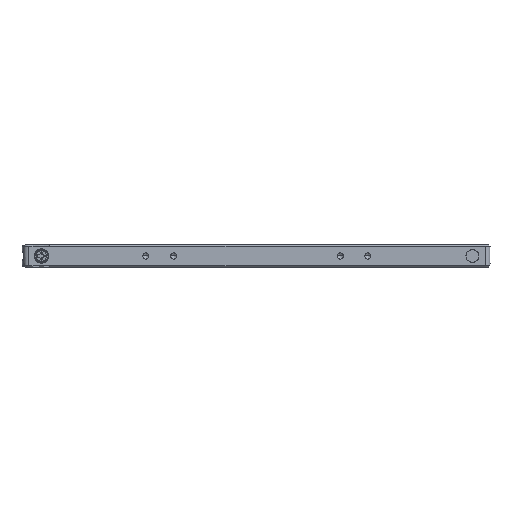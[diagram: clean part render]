
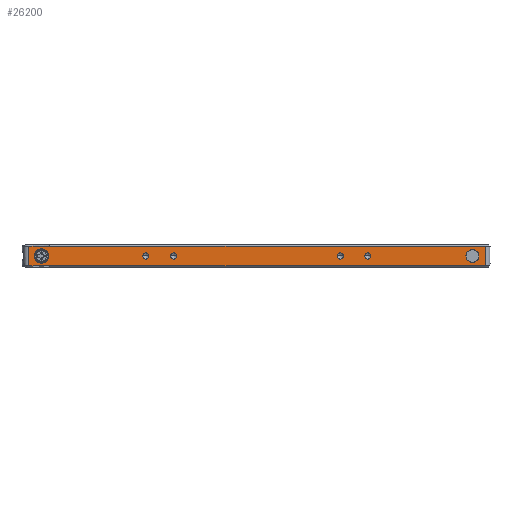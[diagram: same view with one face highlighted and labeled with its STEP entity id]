
A CAD part, left-side view. The second image highlights one B-rep face of the part: STEP entity #26200.
In plain terms, the highlighted planar face has unit normal (-1, 0, 0).
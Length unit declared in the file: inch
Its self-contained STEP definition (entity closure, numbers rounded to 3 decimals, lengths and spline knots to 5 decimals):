
#6614=DIRECTION('',(0.,-1.,0.));
#6615=VECTOR('',#6614,0.09843);
#6616=CARTESIAN_POINT('',(-3.14961,4.8622,
0.20669));
#6617=LINE('',#6616,#6615);
#6618=DIRECTION('',(0.,1.,0.));
#6619=VECTOR('',#6618,0.35433);
#6620=CARTESIAN_POINT('',(-3.14961,4.40945,
0.20669));
#6621=LINE('',#6620,#6619);
#6622=DIRECTION('',(0.,-1.,0.));
#6623=VECTOR('',#6622,9.27165);
#6624=CARTESIAN_POINT('',(-3.14961,4.40945,
0.20669));
#6625=LINE('',#6624,#6623);
#6626=DIRECTION('',(0.,0.,-1.));
#6627=VECTOR('',#6626,0.41338);
#6628=CARTESIAN_POINT('',(-3.14961,-4.8622,
0.20669));
#6629=LINE('',#6628,#6627);
#6630=DIRECTION('',(0.,1.,0.));
#6631=VECTOR('',#6630,9.27165);
#6632=CARTESIAN_POINT('',(-3.14961,-4.8622,
-0.20669));
#6633=LINE('',#6632,#6631);
#6634=DIRECTION('',(0.,1.,0.));
#6635=VECTOR('',#6634,0.35433);
#6636=CARTESIAN_POINT('',(-3.14961,4.40945,
-0.20669));
#6637=LINE('',#6636,#6635);
#6638=DIRECTION('',(0.,1.,0.));
#6639=VECTOR('',#6638,0.09843);
#6640=CARTESIAN_POINT('',(-3.14961,4.76378,
-0.20669));
#6641=LINE('',#6640,#6639);
#6642=DIRECTION('',(0.,0.,-1.));
#6643=VECTOR('',#6642,0.41338);
#6644=CARTESIAN_POINT('',(-3.14961,4.8622,
0.20669));
#6645=LINE('',#6644,#6643);
#6646=CARTESIAN_POINT('',(-3.14961,-4.58661,0.));
#6647=DIRECTION('',(1.,0.,0.));
#6648=DIRECTION('',(0.,1.,0.));
#6649=AXIS2_PLACEMENT_3D('',#6646,#6647,#6648);
#6651=CARTESIAN_POINT('',(-3.14961,-4.58661,0.));
#6652=DIRECTION('',(1.,0.,0.));
#6653=DIRECTION('',(0.,-1.,0.));
#6654=AXIS2_PLACEMENT_3D('',#6651,#6652,#6653);
#6656=CARTESIAN_POINT('',(-3.14961,2.3622,0.));
#6657=DIRECTION('',(-1.,0.,0.));
#6658=DIRECTION('',(0.,1.,0.));
#6659=AXIS2_PLACEMENT_3D('',#6656,#6657,#6658);
#6661=CARTESIAN_POINT('',(-3.14961,2.3622,0.));
#6662=DIRECTION('',(-1.,0.,0.));
#6663=DIRECTION('',(0.,-1.,0.));
#6664=AXIS2_PLACEMENT_3D('',#6661,#6662,#6663);
#6666=CARTESIAN_POINT('',(-3.14961,1.77165,0.));
#6667=DIRECTION('',(-1.,0.,0.));
#6668=DIRECTION('',(0.,1.,0.));
#6669=AXIS2_PLACEMENT_3D('',#6666,#6667,#6668);
#6671=CARTESIAN_POINT('',(-3.14961,1.77165,0.));
#6672=DIRECTION('',(-1.,0.,0.));
#6673=DIRECTION('',(0.,-1.,0.));
#6674=AXIS2_PLACEMENT_3D('',#6671,#6672,#6673);
#6676=CARTESIAN_POINT('',(-3.14961,-1.77165,0.));
#6677=DIRECTION('',(-1.,0.,0.));
#6678=DIRECTION('',(0.,1.,0.));
#6679=AXIS2_PLACEMENT_3D('',#6676,#6677,#6678);
#6681=CARTESIAN_POINT('',(-3.14961,-1.77165,0.));
#6682=DIRECTION('',(-1.,0.,0.));
#6683=DIRECTION('',(0.,-1.,0.));
#6684=AXIS2_PLACEMENT_3D('',#6681,#6682,#6683);
#6686=CARTESIAN_POINT('',(-3.14961,-2.3622,0.));
#6687=DIRECTION('',(-1.,0.,0.));
#6688=DIRECTION('',(0.,1.,0.));
#6689=AXIS2_PLACEMENT_3D('',#6686,#6687,#6688);
#6691=CARTESIAN_POINT('',(-3.14961,-2.3622,0.));
#6692=DIRECTION('',(-1.,0.,0.));
#6693=DIRECTION('',(0.,-1.,0.));
#6694=AXIS2_PLACEMENT_3D('',#6691,#6692,#6693);
#6696=CARTESIAN_POINT('',(-3.14961,4.58661,0.));
#6697=DIRECTION('',(-1.,0.,0.));
#6698=DIRECTION('',(0.,0.,1.));
#6699=AXIS2_PLACEMENT_3D('',#6696,#6697,#6698);
#6701=CARTESIAN_POINT('',(-3.14961,4.58661,0.));
#6702=DIRECTION('',(-1.,0.,0.));
#6703=DIRECTION('',(0.,0.,-1.));
#6704=AXIS2_PLACEMENT_3D('',#6701,#6702,#6703);
#6731=CARTESIAN_POINT('',(-3.14961,-4.8622,
0.20669));
#6882=CARTESIAN_POINT('',(-3.14961,4.8622,
-0.20669));
#16656=CARTESIAN_POINT('',(-3.14961,-4.44882,0.));
#16657=CARTESIAN_POINT('',(-3.14961,-4.72441,0.));
#16658=VERTEX_POINT('',#16656);
#16659=VERTEX_POINT('',#16657);
#16747=CARTESIAN_POINT('',(-3.14961,4.76378,
0.20669));
#16749=VERTEX_POINT('',#16747);
#16750=CARTESIAN_POINT('',(-3.14961,4.8622,
0.20669));
#16751=VERTEX_POINT('',#16750);
#16769=VERTEX_POINT('',#6731);
#16770=CARTESIAN_POINT('',(-3.14961,4.40945,
0.20669));
#16772=VERTEX_POINT('',#16770);
#16775=CARTESIAN_POINT('',(-3.14961,4.40945,
-0.20669));
#16777=VERTEX_POINT('',#16775);
#16778=CARTESIAN_POINT('',(-3.14961,-4.8622,
-0.20669));
#16779=VERTEX_POINT('',#16778);
#16797=VERTEX_POINT('',#6882);
#16798=CARTESIAN_POINT('',(-3.14961,4.76378,
-0.20669));
#16800=VERTEX_POINT('',#16798);
#16892=CARTESIAN_POINT('',(-3.14961,2.42717,0.));
#16893=CARTESIAN_POINT('',(-3.14961,2.29724,0.));
#16894=VERTEX_POINT('',#16892);
#16895=VERTEX_POINT('',#16893);
#16902=CARTESIAN_POINT('',(-3.14961,1.83661,0.));
#16903=CARTESIAN_POINT('',(-3.14961,1.70669,0.));
#16904=VERTEX_POINT('',#16902);
#16905=VERTEX_POINT('',#16903);
#16912=CARTESIAN_POINT('',(-3.14961,-1.70669,0.));
#16913=CARTESIAN_POINT('',(-3.14961,-1.83661,0.));
#16914=VERTEX_POINT('',#16912);
#16915=VERTEX_POINT('',#16913);
#16922=CARTESIAN_POINT('',(-3.14961,-2.29724,0.));
#16923=CARTESIAN_POINT('',(-3.14961,-2.42717,0.));
#16924=VERTEX_POINT('',#16922);
#16925=VERTEX_POINT('',#16923);
#19583=CARTESIAN_POINT('',(-3.14961,4.58661,0.128));
#19584=CARTESIAN_POINT('',(-3.14961,4.58661,-0.128));
#19585=VERTEX_POINT('',#19583);
#19586=VERTEX_POINT('',#19584);
#26145=CARTESIAN_POINT('',(-3.14961,4.96063,
-0.23622));
#26146=DIRECTION('',(-1.,0.,0.));
#26147=DIRECTION('',(0.,-1.,0.));
#26148=AXIS2_PLACEMENT_3D('',#26145,#26146,#26147);
#26149=PLANE('',#26148);
#26150=ORIENTED_EDGE('',*,*,#26082,.T.);
#26151=ORIENTED_EDGE('',*,*,#26122,.F.);
#26153=ORIENTED_EDGE('',*,*,#26152,.T.);
#26155=ORIENTED_EDGE('',*,*,#26154,.T.);
#26156=ORIENTED_EDGE('',*,*,#25912,.T.);
#26158=ORIENTED_EDGE('',*,*,#26157,.T.);
#26159=ORIENTED_EDGE('',*,*,#25998,.T.);
#26161=ORIENTED_EDGE('',*,*,#26160,.F.);
#26162=EDGE_LOOP('',(#26150,#26151,#26153,#26155,#26156,#26158,#26159,#26161));
#26163=FACE_OUTER_BOUND('',#26162,.F.);
#26165=ORIENTED_EDGE('',*,*,#26164,.F.);
#26167=ORIENTED_EDGE('',*,*,#26166,.F.);
#26168=EDGE_LOOP('',(#26165,#26167));
#26169=FACE_BOUND('',#26168,.F.);
#26171=ORIENTED_EDGE('',*,*,#26170,.T.);
#26173=ORIENTED_EDGE('',*,*,#26172,.T.);
#26174=EDGE_LOOP('',(#26171,#26173));
#26175=FACE_BOUND('',#26174,.F.);
#26177=ORIENTED_EDGE('',*,*,#26176,.T.);
#26179=ORIENTED_EDGE('',*,*,#26178,.T.);
#26180=EDGE_LOOP('',(#26177,#26179));
#26181=FACE_BOUND('',#26180,.F.);
#26183=ORIENTED_EDGE('',*,*,#26182,.T.);
#26185=ORIENTED_EDGE('',*,*,#26184,.T.);
#26186=EDGE_LOOP('',(#26183,#26185));
#26187=FACE_BOUND('',#26186,.F.);
#26189=ORIENTED_EDGE('',*,*,#26188,.T.);
#26191=ORIENTED_EDGE('',*,*,#26190,.T.);
#26192=EDGE_LOOP('',(#26189,#26191));
#26193=FACE_BOUND('',#26192,.F.);
#26195=ORIENTED_EDGE('',*,*,#26194,.T.);
#26197=ORIENTED_EDGE('',*,*,#26196,.T.);
#26198=EDGE_LOOP('',(#26195,#26197));
#26199=FACE_BOUND('',#26198,.F.);
#26200=ADVANCED_FACE('',(#26163,#26169,#26175,#26181,#26187,#26193,#26199),
#26149,.T.);
#6650=CIRCLE('',#6649,0.1378);
#6655=CIRCLE('',#6654,0.1378);
#6660=CIRCLE('',#6659,0.06496);
#6665=CIRCLE('',#6664,0.06496);
#6670=CIRCLE('',#6669,0.06496);
#6675=CIRCLE('',#6674,0.06496);
#6680=CIRCLE('',#6679,0.06496);
#6685=CIRCLE('',#6684,0.06496);
#6690=CIRCLE('',#6689,0.06496);
#6695=CIRCLE('',#6694,0.06496);
#6700=CIRCLE('',#6699,0.128);
#6705=CIRCLE('',#6704,0.128);
#25912=EDGE_CURVE('',#16779,#16777,#6633,.T.);
#25998=EDGE_CURVE('',#16800,#16797,#6641,.T.);
#26082=EDGE_CURVE('',#16751,#16749,#6617,.T.);
#26122=EDGE_CURVE('',#16772,#16749,#6621,.T.);
#26152=EDGE_CURVE('',#16772,#16769,#6625,.T.);
#26154=EDGE_CURVE('',#16769,#16779,#6629,.T.);
#26157=EDGE_CURVE('',#16777,#16800,#6637,.T.);
#26160=EDGE_CURVE('',#16751,#16797,#6645,.T.);
#26164=EDGE_CURVE('',#16658,#16659,#6650,.T.);
#26166=EDGE_CURVE('',#16659,#16658,#6655,.T.);
#26170=EDGE_CURVE('',#16894,#16895,#6660,.T.);
#26172=EDGE_CURVE('',#16895,#16894,#6665,.T.);
#26176=EDGE_CURVE('',#16904,#16905,#6670,.T.);
#26178=EDGE_CURVE('',#16905,#16904,#6675,.T.);
#26182=EDGE_CURVE('',#16914,#16915,#6680,.T.);
#26184=EDGE_CURVE('',#16915,#16914,#6685,.T.);
#26188=EDGE_CURVE('',#16924,#16925,#6690,.T.);
#26190=EDGE_CURVE('',#16925,#16924,#6695,.T.);
#26194=EDGE_CURVE('',#19585,#19586,#6700,.T.);
#26196=EDGE_CURVE('',#19586,#19585,#6705,.T.);
